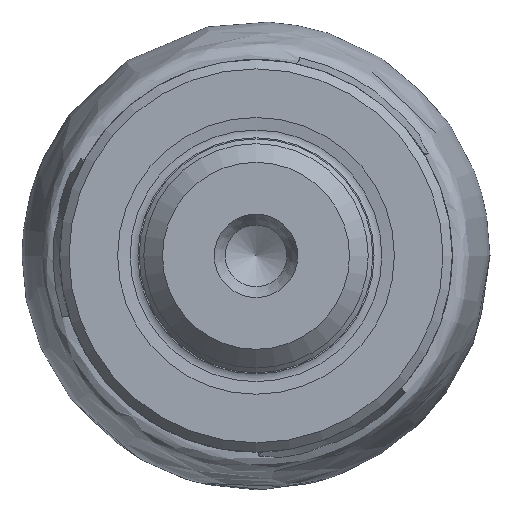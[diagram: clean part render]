
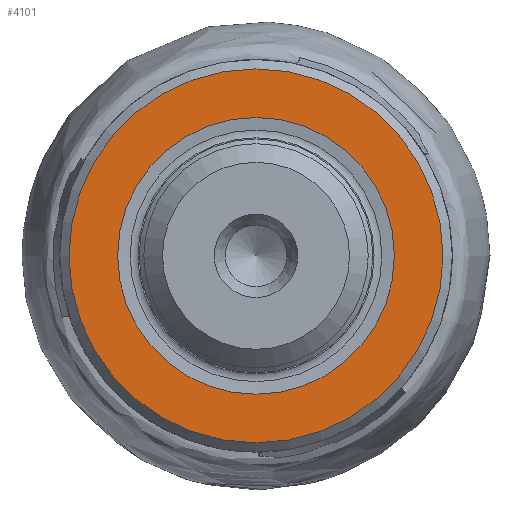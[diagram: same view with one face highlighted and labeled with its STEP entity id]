
A CAD part, left-side view. The second image highlights one B-rep face of the part: STEP entity #4101.
In plain terms, the highlighted planar face has unit normal (-1, 0, 0).
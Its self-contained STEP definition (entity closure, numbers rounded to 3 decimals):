
#448 = ORIENTED_EDGE ( 'NONE', *, *, #3946, .T. ) ;
#719 = AXIS2_PLACEMENT_3D ( 'NONE', #4566, #1944, #2306 ) ;
#822 = CARTESIAN_POINT ( 'NONE',  ( -31.05, 0., -10. ) ) ;
#853 = EDGE_CURVE ( 'NONE', #1120, #1120, #3906, .T. ) ;
#975 = ORIENTED_EDGE ( 'NONE', *, *, #853, .F. ) ;
#1062 = DIRECTION ( 'NONE',  ( 0., 0., 1. ) ) ;
#1120 = VERTEX_POINT ( 'NONE', #822 ) ;
#1287 = PLANE ( 'NONE',  #2367 ) ;
#1619 = CARTESIAN_POINT ( 'NONE',  ( -31.05, 10., 0. ) ) ;
#1944 = DIRECTION ( 'NONE',  ( 1., 0., 0. ) ) ;
#2306 = DIRECTION ( 'NONE',  ( 0., 0., -1. ) ) ;
#2367 = AXIS2_PLACEMENT_3D ( 'NONE', #1619, #3607, #1062 ) ;
#2946 = AXIS2_PLACEMENT_3D ( 'NONE', #3867, #4262, #4310 ) ;
#2951 = CIRCLE ( 'NONE', #2946, 7.4 ) ;
#3191 = EDGE_LOOP ( 'NONE', ( #448 ) ) ;
#3607 = DIRECTION ( 'NONE',  ( -1., 0., 0. ) ) ;
#3748 = FACE_OUTER_BOUND ( 'NONE', #3910, .T. ) ;
#3838 = CARTESIAN_POINT ( 'NONE',  ( -31.05, 0., -7.4 ) ) ;
#3867 = CARTESIAN_POINT ( 'NONE',  ( -31.05, 0., 0. ) ) ;
#3906 = CIRCLE ( 'NONE', #719, 10. ) ;
#3910 = EDGE_LOOP ( 'NONE', ( #975 ) ) ;
#3946 = EDGE_CURVE ( 'NONE', #4700, #4700, #2951, .T. ) ;
#4101 = ADVANCED_FACE ( 'NONE', ( #4828, #3748 ), #1287, .T. ) ;
#4262 = DIRECTION ( 'NONE',  ( 1., 0., 0. ) ) ;
#4310 = DIRECTION ( 'NONE',  ( 0., 0., -1. ) ) ;
#4566 = CARTESIAN_POINT ( 'NONE',  ( -31.05, 0., 0. ) ) ;
#4700 = VERTEX_POINT ( 'NONE', #3838 ) ;
#4828 = FACE_BOUND ( 'NONE', #3191, .T. ) ;
